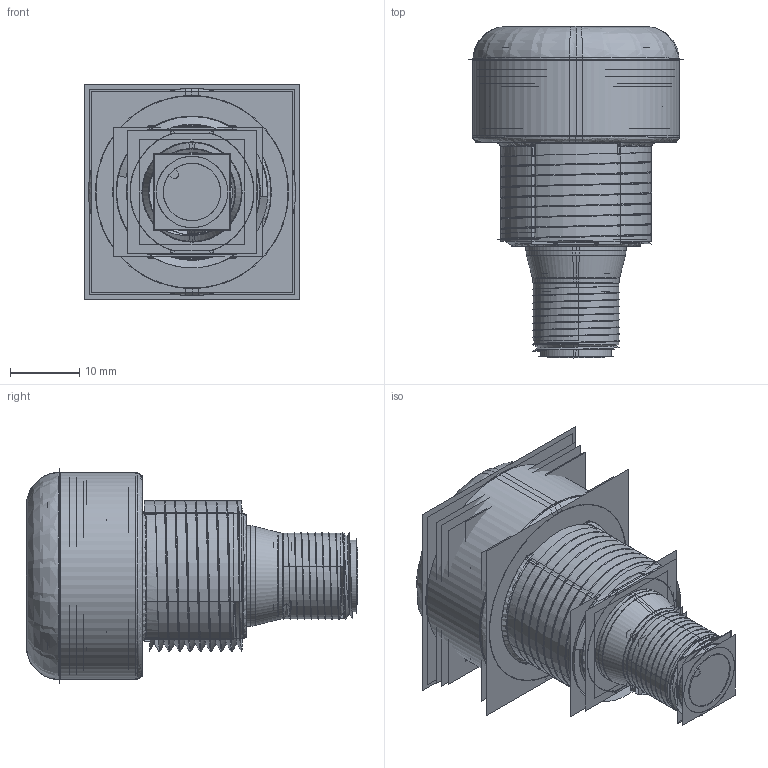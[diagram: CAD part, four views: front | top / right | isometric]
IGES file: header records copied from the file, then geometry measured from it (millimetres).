
Start section:  PTC IGES file: 223763.igs
Global section: file name: 223763.igs; native system: Creo Parametric by PTC Inc.; preprocessor: 2019292; author: PDMAdmin; organization: Unknown; date: 20210603.133815; units: millimetre
Bounding box: 31.21 x 48.03 x 31.2 mm (x, y, z)
Volume: 9305.2 mm3; surface area: 91796.9 mm2
Topology: 9 solids, 9 shells, 1276 faces, 6402 edges, 8107 vertices
Faces by surface type: revolution 728, bspline 548
